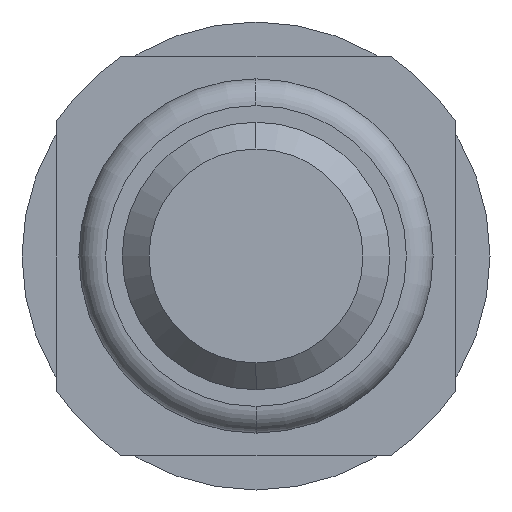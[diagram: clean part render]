
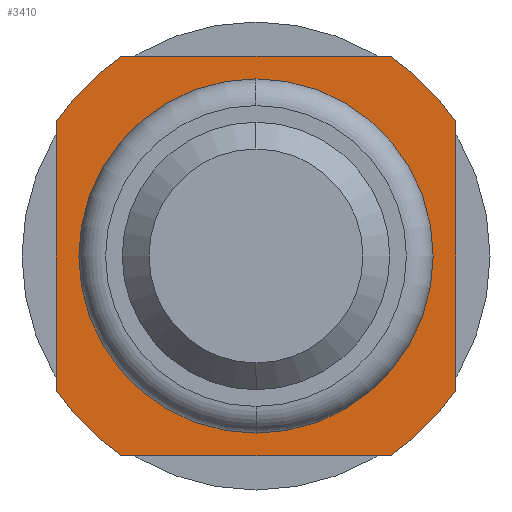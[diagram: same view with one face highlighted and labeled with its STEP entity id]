
A CAD part, front view. The second image highlights one B-rep face of the part: STEP entity #3410.
In plain terms, the highlighted planar face has unit normal (0, -1, 0).
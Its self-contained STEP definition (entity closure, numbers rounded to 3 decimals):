
#6 = EDGE_CURVE ( 'NONE', #1666, #1295, #1824, .T. ) ;
#22 = CARTESIAN_POINT ( 'NONE',  ( 1.002, -2., -1.495 ) ) ;
#35 = ORIENTED_EDGE ( 'NONE', *, *, #1674, .F. ) ;
#135 = CARTESIAN_POINT ( 'NONE',  ( -1.002, -2., 1.495 ) ) ;
#229 = DIRECTION ( 'NONE',  ( 0., 0., 1. ) ) ;
#271 = ORIENTED_EDGE ( 'NONE', *, *, #1511, .F. ) ;
#350 = ORIENTED_EDGE ( 'NONE', *, *, #2396, .F. ) ;
#379 = FACE_BOUND ( 'NONE', #2011, .T. ) ;
#462 = CIRCLE ( 'NONE', #2782, 1.8 ) ;
#560 = VECTOR ( 'NONE', #2744, 1000. ) ;
#568 = AXIS2_PLACEMENT_3D ( 'NONE', #2045, #3179, #875 ) ;
#583 = VERTEX_POINT ( 'NONE', #1947 ) ;
#594 = CIRCLE ( 'NONE', #2161, 1.325 ) ;
#640 = CARTESIAN_POINT ( 'NONE',  ( 1.8, -2., 0. ) ) ;
#650 = CIRCLE ( 'NONE', #2670, 1.8 ) ;
#658 = PLANE ( 'NONE',  #1322 ) ;
#703 = CARTESIAN_POINT ( 'NONE',  ( 0., -2., 1.325 ) ) ;
#760 = EDGE_CURVE ( 'NONE', #3562, #1606, #650, .T. ) ;
#790 = ORIENTED_EDGE ( 'NONE', *, *, #760, .F. ) ;
#849 = VECTOR ( 'NONE', #2646, 1000. ) ;
#875 = DIRECTION ( 'NONE',  ( 0., 0., 1. ) ) ;
#923 = ORIENTED_EDGE ( 'NONE', *, *, #6, .F. ) ;
#950 = LINE ( 'NONE', #3257, #1129 ) ;
#989 = CARTESIAN_POINT ( 'NONE',  ( 0., -2., 0. ) ) ;
#1029 = CIRCLE ( 'NONE', #2719, 1.8 ) ;
#1075 = CARTESIAN_POINT ( 'NONE',  ( 0., -2., 0. ) ) ;
#1129 = VECTOR ( 'NONE', #1860, 1000. ) ;
#1199 = CARTESIAN_POINT ( 'NONE',  ( -1.495, -2., -1.002 ) ) ;
#1234 = VECTOR ( 'NONE', #1283, 1000. ) ;
#1253 = DIRECTION ( 'NONE',  ( 0., 0., 1. ) ) ;
#1283 = DIRECTION ( 'NONE',  ( 0., 0., 1. ) ) ;
#1290 = DIRECTION ( 'NONE',  ( 0., 0., 1. ) ) ;
#1295 = VERTEX_POINT ( 'NONE', #2809 ) ;
#1322 = AXIS2_PLACEMENT_3D ( 'NONE', #640, #2067, #1489 ) ;
#1359 = CIRCLE ( 'NONE', #568, 1.8 ) ;
#1439 = ORIENTED_EDGE ( 'NONE', *, *, #1794, .T. ) ;
#1489 = DIRECTION ( 'NONE',  ( 0., 0., 1. ) ) ;
#1511 = EDGE_CURVE ( 'NONE', #2016, #2656, #2480, .T. ) ;
#1527 = DIRECTION ( 'NONE',  ( 0., 1., 0. ) ) ;
#1579 = CIRCLE ( 'NONE', #3166, 1.325 ) ;
#1606 = VERTEX_POINT ( 'NONE', #1199 ) ;
#1666 = VERTEX_POINT ( 'NONE', #135 ) ;
#1674 = EDGE_CURVE ( 'NONE', #1606, #1744, #2081, .T. ) ;
#1701 = EDGE_CURVE ( 'NONE', #1295, #2016, #1359, .T. ) ;
#1744 = VERTEX_POINT ( 'NONE', #1781 ) ;
#1781 = CARTESIAN_POINT ( 'NONE',  ( -1.495, -2., 1.002 ) ) ;
#1794 = EDGE_CURVE ( 'NONE', #583, #3606, #594, .T. ) ;
#1824 = LINE ( 'NONE', #1870, #560 ) ;
#1828 = EDGE_CURVE ( 'NONE', #2768, #3562, #950, .T. ) ;
#1860 = DIRECTION ( 'NONE',  ( -1., 0., 0. ) ) ;
#1870 = CARTESIAN_POINT ( 'NONE',  ( 1.8, -2., 1.495 ) ) ;
#1878 = ORIENTED_EDGE ( 'NONE', *, *, #1828, .F. ) ;
#1903 = EDGE_LOOP ( 'NONE', ( #271, #3627, #923, #2766, #35, #790, #1878, #350 ) ) ;
#1947 = CARTESIAN_POINT ( 'NONE',  ( 0., -2., -1.325 ) ) ;
#2011 = EDGE_LOOP ( 'NONE', ( #3291, #1439 ) ) ;
#2016 = VERTEX_POINT ( 'NONE', #3128 ) ;
#2045 = CARTESIAN_POINT ( 'NONE',  ( 0., -2., 0. ) ) ;
#2067 = DIRECTION ( 'NONE',  ( 0., 1., 0. ) ) ;
#2081 = LINE ( 'NONE', #2977, #1234 ) ;
#2123 = CARTESIAN_POINT ( 'NONE',  ( -1.002, -2., -1.495 ) ) ;
#2126 = DIRECTION ( 'NONE',  ( 0., 0., 1. ) ) ;
#2161 = AXIS2_PLACEMENT_3D ( 'NONE', #2424, #2387, #2126 ) ;
#2220 = DIRECTION ( 'NONE',  ( 0., 1., 0. ) ) ;
#2387 = DIRECTION ( 'NONE',  ( 0., 1., 0. ) ) ;
#2396 = EDGE_CURVE ( 'NONE', #2656, #2768, #462, .T. ) ;
#2424 = CARTESIAN_POINT ( 'NONE',  ( 0., -2., 0. ) ) ;
#2480 = LINE ( 'NONE', #2686, #849 ) ;
#2646 = DIRECTION ( 'NONE',  ( 0., 0., -1. ) ) ;
#2656 = VERTEX_POINT ( 'NONE', #3018 ) ;
#2670 = AXIS2_PLACEMENT_3D ( 'NONE', #3464, #3474, #1253 ) ;
#2686 = CARTESIAN_POINT ( 'NONE',  ( 1.495, -2., 0. ) ) ;
#2719 = AXIS2_PLACEMENT_3D ( 'NONE', #1075, #2220, #229 ) ;
#2744 = DIRECTION ( 'NONE',  ( 1., 0., 0. ) ) ;
#2766 = ORIENTED_EDGE ( 'NONE', *, *, #3640, .F. ) ;
#2768 = VERTEX_POINT ( 'NONE', #22 ) ;
#2782 = AXIS2_PLACEMENT_3D ( 'NONE', #989, #2975, #1290 ) ;
#2809 = CARTESIAN_POINT ( 'NONE',  ( 1.002, -2., 1.495 ) ) ;
#2821 = FACE_OUTER_BOUND ( 'NONE', #1903, .T. ) ;
#2952 = EDGE_CURVE ( 'NONE', #3606, #583, #1579, .T. ) ;
#2975 = DIRECTION ( 'NONE',  ( 0., 1., 0. ) ) ;
#2977 = CARTESIAN_POINT ( 'NONE',  ( -1.495, -2., 0. ) ) ;
#3018 = CARTESIAN_POINT ( 'NONE',  ( 1.495, -2., -1.002 ) ) ;
#3128 = CARTESIAN_POINT ( 'NONE',  ( 1.495, -2., 1.002 ) ) ;
#3166 = AXIS2_PLACEMENT_3D ( 'NONE', #3492, #1527, #3237 ) ;
#3179 = DIRECTION ( 'NONE',  ( 0., 1., 0. ) ) ;
#3237 = DIRECTION ( 'NONE',  ( 0., 0., 1. ) ) ;
#3257 = CARTESIAN_POINT ( 'NONE',  ( 1.8, -2., -1.495 ) ) ;
#3291 = ORIENTED_EDGE ( 'NONE', *, *, #2952, .T. ) ;
#3410 = ADVANCED_FACE ( 'NONE', ( #379, #2821 ), #658, .F. ) ;
#3464 = CARTESIAN_POINT ( 'NONE',  ( 0., -2., 0. ) ) ;
#3474 = DIRECTION ( 'NONE',  ( 0., 1., 0. ) ) ;
#3492 = CARTESIAN_POINT ( 'NONE',  ( 0., -2., 0. ) ) ;
#3562 = VERTEX_POINT ( 'NONE', #2123 ) ;
#3606 = VERTEX_POINT ( 'NONE', #703 ) ;
#3627 = ORIENTED_EDGE ( 'NONE', *, *, #1701, .F. ) ;
#3640 = EDGE_CURVE ( 'NONE', #1744, #1666, #1029, .T. ) ;
